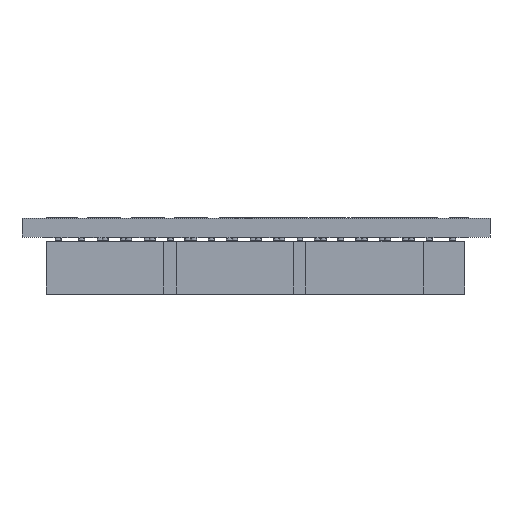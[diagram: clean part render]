
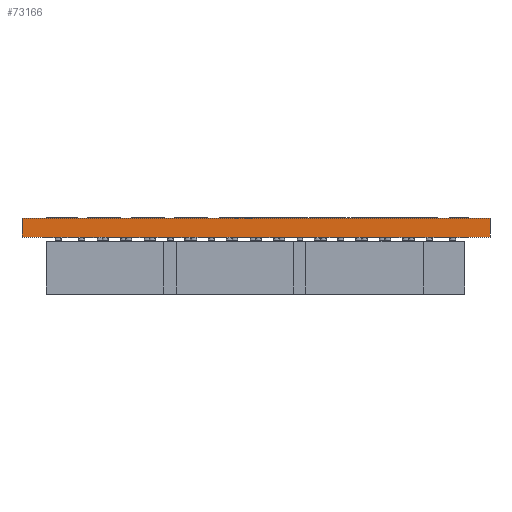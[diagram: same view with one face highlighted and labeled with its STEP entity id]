
A CAD part, front view. The second image highlights one B-rep face of the part: STEP entity #73166.
In plain terms, the highlighted planar face has unit normal (0, -1, 0).
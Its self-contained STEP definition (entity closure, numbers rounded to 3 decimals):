
#73166 = ADVANCED_FACE('',(#73167),#73201,.T.);
#73167 = FACE_BOUND('',#73168,.T.);
#73168 = EDGE_LOOP('',(#73169,#73179,#73187,#73195));
#73169 = ORIENTED_EDGE('',*,*,#73170,.T.);
#73170 = EDGE_CURVE('',#73171,#73173,#73175,.T.);
#73171 = VERTEX_POINT('',#73172);
#73172 = CARTESIAN_POINT('',(39.82,0.02,0.));
#73173 = VERTEX_POINT('',#73174);
#73174 = CARTESIAN_POINT('',(39.82,0.02,1.6));
#73175 = LINE('',#73176,#73177);
#73176 = CARTESIAN_POINT('',(39.82,0.02,0.));
#73177 = VECTOR('',#73178,1.);
#73178 = DIRECTION('',(0.,0.,1.));
#73179 = ORIENTED_EDGE('',*,*,#73180,.T.);
#73180 = EDGE_CURVE('',#73173,#73181,#73183,.T.);
#73181 = VERTEX_POINT('',#73182);
#73182 = CARTESIAN_POINT('',(0.02,0.02,1.6));
#73183 = LINE('',#73184,#73185);
#73184 = CARTESIAN_POINT('',(39.82,0.02,1.6));
#73185 = VECTOR('',#73186,1.);
#73186 = DIRECTION('',(-1.,0.,0.));
#73187 = ORIENTED_EDGE('',*,*,#73188,.F.);
#73188 = EDGE_CURVE('',#73189,#73181,#73191,.T.);
#73189 = VERTEX_POINT('',#73190);
#73190 = CARTESIAN_POINT('',(0.02,0.02,0.));
#73191 = LINE('',#73192,#73193);
#73192 = CARTESIAN_POINT('',(0.02,0.02,0.));
#73193 = VECTOR('',#73194,1.);
#73194 = DIRECTION('',(0.,0.,1.));
#73195 = ORIENTED_EDGE('',*,*,#73196,.F.);
#73196 = EDGE_CURVE('',#73171,#73189,#73197,.T.);
#73197 = LINE('',#73198,#73199);
#73198 = CARTESIAN_POINT('',(39.82,0.02,0.));
#73199 = VECTOR('',#73200,1.);
#73200 = DIRECTION('',(-1.,0.,0.));
#73201 = PLANE('',#73202);
#73202 = AXIS2_PLACEMENT_3D('',#73203,#73204,#73205);
#73203 = CARTESIAN_POINT('',(39.82,0.02,0.));
#73204 = DIRECTION('',(0.,-1.,0.));
#73205 = DIRECTION('',(-1.,0.,0.));
